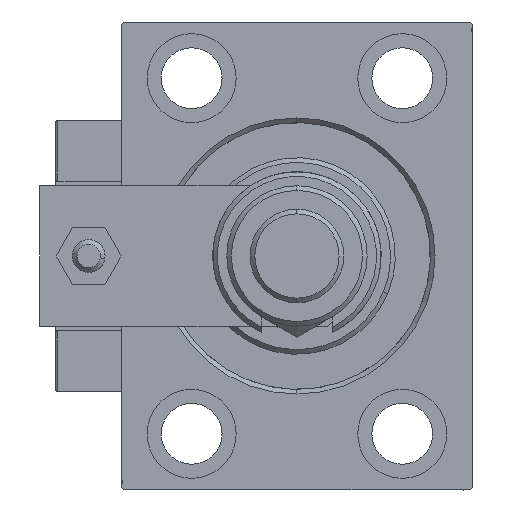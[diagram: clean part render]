
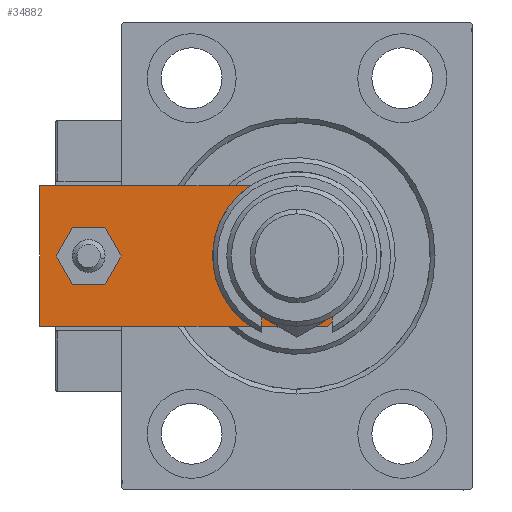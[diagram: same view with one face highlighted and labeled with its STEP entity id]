
A CAD part, left-side view. The second image highlights one B-rep face of the part: STEP entity #34882.
In plain terms, the highlighted face is planar.
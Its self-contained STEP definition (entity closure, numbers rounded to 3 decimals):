
#1040 = CARTESIAN_POINT ( 'NONE',  ( 0., 0., 8. ) ) ;
#1318 = VECTOR ( 'NONE', #10673, 1000. ) ;
#2105 = DIRECTION ( 'NONE',  ( 1., 0., 0. ) ) ;
#2420 = ORIENTED_EDGE ( 'NONE', *, *, #40990, .F. ) ;
#3173 = VERTEX_POINT ( 'NONE', #21850 ) ;
#3389 = EDGE_CURVE ( 'NONE', #26453, #46447, #35318, .T. ) ;
#4619 = DIRECTION ( 'NONE',  ( 1., 0., 0. ) ) ;
#5328 = CARTESIAN_POINT ( 'NONE',  ( 15., 8.5, 8. ) ) ;
#5777 = CARTESIAN_POINT ( 'NONE',  ( -3.25, -3.25, 8. ) ) ;
#6678 = AXIS2_PLACEMENT_3D ( 'NONE', #11960, #48859, #12487 ) ;
#8491 = DIRECTION ( 'NONE',  ( 1., 0., 0. ) ) ;
#9076 = VECTOR ( 'NONE', #16398, 1000. ) ;
#9461 = PLANE ( 'NONE',  #39427 ) ;
#10387 = EDGE_CURVE ( 'NONE', #41779, #52294, #22094, .T. ) ;
#10673 = DIRECTION ( 'NONE',  ( -1., 0., 0. ) ) ;
#10936 = CIRCLE ( 'NONE', #41265, 4. ) ;
#11048 = ORIENTED_EDGE ( 'NONE', *, *, #47967, .F. ) ;
#11960 = CARTESIAN_POINT ( 'NONE',  ( 0., 15., 8. ) ) ;
#12487 = DIRECTION ( 'NONE',  ( 1., 0., 0. ) ) ;
#12500 = CARTESIAN_POINT ( 'NONE',  ( -15., 70., 8. ) ) ;
#13020 = DIRECTION ( 'NONE',  ( 0., 0., 1. ) ) ;
#13268 = CARTESIAN_POINT ( 'NONE',  ( 4., 59.5, 8. ) ) ;
#13459 = CARTESIAN_POINT ( 'NONE',  ( -10., 15., 8. ) ) ;
#13915 = DIRECTION ( 'NONE',  ( 0.707, -0.707, 0. ) ) ;
#15831 = CARTESIAN_POINT ( 'NONE',  ( 3.25, -3.25, 8. ) ) ;
#16135 = LINE ( 'NONE', #37566, #9076 ) ;
#16398 = DIRECTION ( 'NONE',  ( 0., 1., 0. ) ) ;
#17305 = ORIENTED_EDGE ( 'NONE', *, *, #52280, .T. ) ;
#17870 = AXIS2_PLACEMENT_3D ( 'NONE', #19482, #49567, #32246 ) ;
#18524 = LINE ( 'NONE', #5777, #31387 ) ;
#19482 = CARTESIAN_POINT ( 'NONE',  ( 0., 59.5, 8. ) ) ;
#20677 = CARTESIAN_POINT ( 'NONE',  ( -6.5, 0., 8. ) ) ;
#20693 = LINE ( 'NONE', #15831, #31730 ) ;
#21850 = CARTESIAN_POINT ( 'NONE',  ( -15., 70., 8. ) ) ;
#22094 = LINE ( 'NONE', #42433, #36478 ) ;
#24195 = CARTESIAN_POINT ( 'NONE',  ( -4., 59.5, 8. ) ) ;
#25780 = DIRECTION ( 'NONE',  ( 0., 0., 1. ) ) ;
#25825 = VERTEX_POINT ( 'NONE', #44529 ) ;
#25933 = VERTEX_POINT ( 'NONE', #24195 ) ;
#26453 = VERTEX_POINT ( 'NONE', #28004 ) ;
#28004 = CARTESIAN_POINT ( 'NONE',  ( 10., 15., 8. ) ) ;
#28009 = CARTESIAN_POINT ( 'NONE',  ( 6.5, 0., 8. ) ) ;
#28295 = EDGE_CURVE ( 'NONE', #25825, #41779, #18524, .T. ) ;
#28853 = CARTESIAN_POINT ( 'NONE',  ( 0., 15., 8. ) ) ;
#29202 = ORIENTED_EDGE ( 'NONE', *, *, #45581, .T. ) ;
#29427 = VERTEX_POINT ( 'NONE', #44542 ) ;
#30087 = CIRCLE ( 'NONE', #6678, 10. ) ;
#30365 = FACE_OUTER_BOUND ( 'NONE', #48128, .T. ) ;
#30600 = ORIENTED_EDGE ( 'NONE', *, *, #10387, .T. ) ;
#31318 = LINE ( 'NONE', #47848, #1318 ) ;
#31387 = VECTOR ( 'NONE', #13915, 1000. ) ;
#31663 = EDGE_LOOP ( 'NONE', ( #48759, #34099 ) ) ;
#31730 = VECTOR ( 'NONE', #36721, 1000. ) ;
#31797 = VECTOR ( 'NONE', #45337, 1000. ) ;
#32246 = DIRECTION ( 'NONE',  ( 1., 0., 0. ) ) ;
#33144 = LINE ( 'NONE', #12500, #31797 ) ;
#33784 = DIRECTION ( 'NONE',  ( 1., 0., 0. ) ) ;
#34099 = ORIENTED_EDGE ( 'NONE', *, *, #3389, .F. ) ;
#34339 = EDGE_CURVE ( 'NONE', #35205, #29427, #16135, .T. ) ;
#34882 = ADVANCED_FACE ( 'NONE', ( #46635, #30365, #34971 ), #9461, .T. ) ;
#34971 = FACE_BOUND ( 'NONE', #31663, .T. ) ;
#35205 = VERTEX_POINT ( 'NONE', #5328 ) ;
#35318 = CIRCLE ( 'NONE', #40514, 10. ) ;
#36466 = ORIENTED_EDGE ( 'NONE', *, *, #34339, .T. ) ;
#36478 = VECTOR ( 'NONE', #33784, 1000. ) ;
#36570 = EDGE_CURVE ( 'NONE', #52294, #35205, #20693, .T. ) ;
#36721 = DIRECTION ( 'NONE',  ( 0.707, 0.707, 0. ) ) ;
#37010 = ORIENTED_EDGE ( 'NONE', *, *, #36570, .T. ) ;
#37566 = CARTESIAN_POINT ( 'NONE',  ( 15., 0., 8. ) ) ;
#39427 = AXIS2_PLACEMENT_3D ( 'NONE', #1040, #25780, #2105 ) ;
#40514 = AXIS2_PLACEMENT_3D ( 'NONE', #28853, #45655, #8491 ) ;
#40895 = ORIENTED_EDGE ( 'NONE', *, *, #28295, .T. ) ;
#40990 = EDGE_CURVE ( 'NONE', #25933, #46086, #44718, .T. ) ;
#41265 = AXIS2_PLACEMENT_3D ( 'NONE', #41783, #13020, #4619 ) ;
#41779 = VERTEX_POINT ( 'NONE', #20677 ) ;
#41783 = CARTESIAN_POINT ( 'NONE',  ( 0., 59.5, 8. ) ) ;
#42433 = CARTESIAN_POINT ( 'NONE',  ( -15., 0., 8. ) ) ;
#44529 = CARTESIAN_POINT ( 'NONE',  ( -15., 8.5, 8. ) ) ;
#44542 = CARTESIAN_POINT ( 'NONE',  ( 15., 70., 8. ) ) ;
#44718 = CIRCLE ( 'NONE', #17870, 4. ) ;
#45041 = EDGE_LOOP ( 'NONE', ( #2420, #11048 ) ) ;
#45337 = DIRECTION ( 'NONE',  ( 0., -1., 0. ) ) ;
#45581 = EDGE_CURVE ( 'NONE', #29427, #3173, #31318, .T. ) ;
#45655 = DIRECTION ( 'NONE',  ( 0., 0., 1. ) ) ;
#46086 = VERTEX_POINT ( 'NONE', #13268 ) ;
#46447 = VERTEX_POINT ( 'NONE', #13459 ) ;
#46635 = FACE_BOUND ( 'NONE', #45041, .T. ) ;
#47848 = CARTESIAN_POINT ( 'NONE',  ( 15., 70., 8. ) ) ;
#47967 = EDGE_CURVE ( 'NONE', #46086, #25933, #10936, .T. ) ;
#48128 = EDGE_LOOP ( 'NONE', ( #17305, #40895, #30600, #37010, #36466, #29202 ) ) ;
#48759 = ORIENTED_EDGE ( 'NONE', *, *, #49548, .F. ) ;
#48859 = DIRECTION ( 'NONE',  ( 0., 0., 1. ) ) ;
#49548 = EDGE_CURVE ( 'NONE', #46447, #26453, #30087, .T. ) ;
#49567 = DIRECTION ( 'NONE',  ( 0., 0., 1. ) ) ;
#52280 = EDGE_CURVE ( 'NONE', #3173, #25825, #33144, .T. ) ;
#52294 = VERTEX_POINT ( 'NONE', #28009 ) ;
